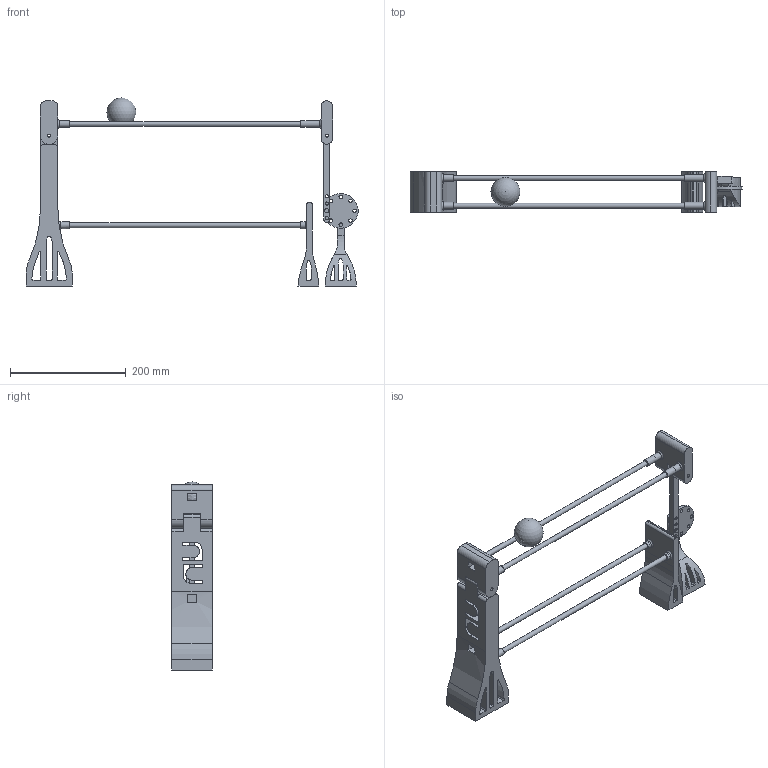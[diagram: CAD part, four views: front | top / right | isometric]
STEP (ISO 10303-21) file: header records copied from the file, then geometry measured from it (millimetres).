
FILE_DESCRIPTION(/* description */ (''),/* implementation_level */ '2;1');
FILE_NAME(/* name */ 'Control Juan 2 v10.step',/* time_stamp */ '2025-07-13T12:50:44-05:00',/* author */ (''),/* organization */ (''),/* preprocessor_version */ 'ST-DEVELOPER v20.1',/* originating_system */ 'Autodesk Translation Framework v14.10.0.0',/* authorisation */ '');
FILE_SCHEMA (('AUTOMOTIVE_DESIGN { 1 0 10303 214 3 1 1 }'));
Length unit declared in the file: centimetre
Products named in the file (1): Control Juan 2
Bounding box: 573.89 x 70 x 325 mm (x, y, z)
Volume: 1243574.9 mm3; surface area: 275049.8 mm2
Topology: 14 solids, 14 shells, 280 faces, 700 edges, 466 vertices
Faces by surface type: plane 142, cylinder 107, bspline 24, torus 6, sphere 1
Full cylindrical faces by diameter (mm): 5 x1, 5.5 x11, 6 x8, 7.5 x2, 8.4 x12, 12 x8, 60 x1
Entity records: 10156 total; most frequent: CARTESIAN_POINT 3329, ORIENTED_EDGE 1396, DIRECTION 1349, EDGE_CURVE 698, AXIS2_PLACEMENT_3D 477, VERTEX_POINT 466, LINE 395, VECTOR 395
